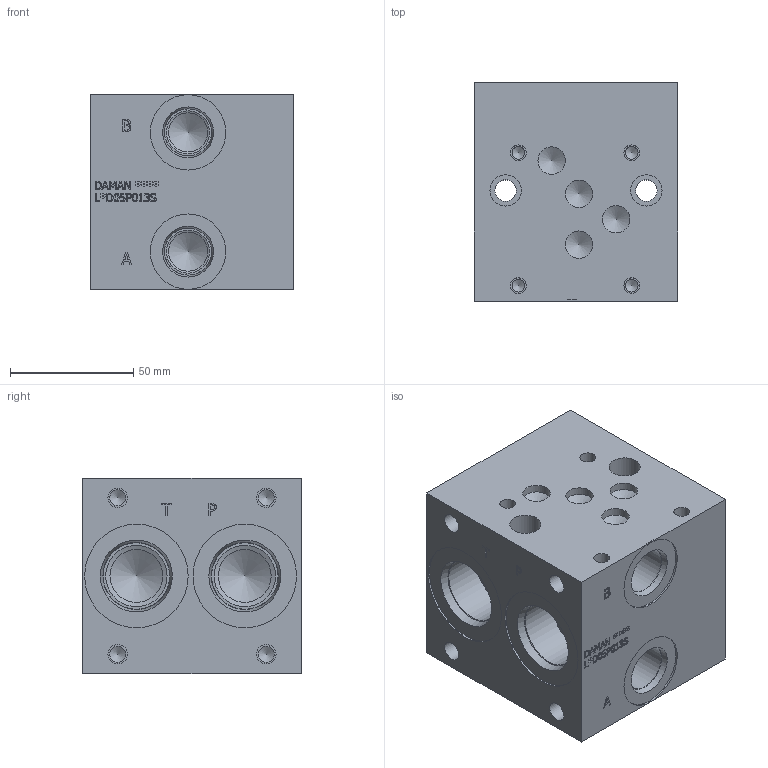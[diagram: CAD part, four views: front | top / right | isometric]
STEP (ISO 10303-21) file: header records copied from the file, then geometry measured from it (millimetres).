
FILE_DESCRIPTION(/* description */ (''),/* implementation_level */ '2;1');
FILE_NAME(/* name */ 'L_D05P013S.stp',/* time_stamp */ '2022-10-27T17:23:59-04:00',/* author */ ('mikeh'),/* organization */ (''),/* preprocessor_version */ 'ST-DEVELOPER v18',/* originating_system */ 'Autodesk Inventor 2020',/* authorisation */ '');
FILE_SCHEMA (('AUTOMOTIVE_DESIGN { 1 0 10303 214 3 1 1 }'));
Length unit declared in the file: millimetre
Products named in the file (1): Part_LAD05P013S_3D
Bounding box: 82.55 x 88.9 x 79.38 mm (x, y, z)
Volume: 476962.7 mm3; surface area: 64528.5 mm2
Topology: 1 solids, 1 shells, 541 faces, 1476 edges, 1000 vertices
Faces by surface type: plane 312, bspline 127, cylinder 62, cone 40
Full cylindrical faces by diameter (mm): 5.105 x4, 6.35 x4, 6.528 x8, 7.925 x8, 8.738 x2, 11.125 x4, 12.7 x2, 15.875 x2, 17.501 x2, 19.05 x2, 19.253 x2, 21.438 x4, 24.917 x4, 26.99 x4, 27.432 x4, 30.632 x2, 42.037 x4
Entity records: 18123 total; most frequent: CARTESIAN_POINT 4647, ORIENTED_EDGE 2908, DIRECTION 2260, EDGE_CURVE 1454, VERTEX_POINT 1000, LINE 970, VECTOR 970, AXIS2_PLACEMENT_3D 645
